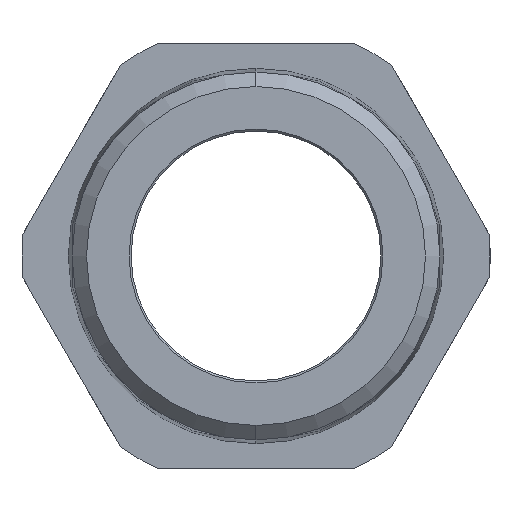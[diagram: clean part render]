
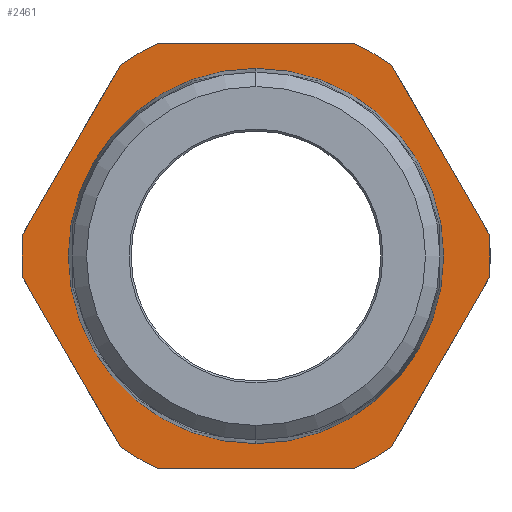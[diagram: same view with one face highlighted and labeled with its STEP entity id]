
A CAD part, left-side view. The second image highlights one B-rep face of the part: STEP entity #2461.
In plain terms, the highlighted planar face has unit normal (-1, 0, 0).
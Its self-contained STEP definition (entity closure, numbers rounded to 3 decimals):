
#1 = VERTEX_POINT ( 'NONE', #253 ) ;
#52 = ORIENTED_EDGE ( 'NONE', *, *, #2918, .T. ) ;
#54 = DIRECTION ( 'NONE',  ( 0., 0., 1. ) ) ;
#70 = CARTESIAN_POINT ( 'NONE',  ( 26.4, 17.515, -24.664 ) ) ;
#101 = CIRCLE ( 'NONE', #2887, 24.25 ) ;
#166 = EDGE_LOOP ( 'NONE', ( #2203, #52, #685, #929, #3135, #880, #2602, #1927, #749, #1662, #1419, #3175 ) ) ;
#183 = CARTESIAN_POINT ( 'NONE',  ( 26.4, 30.117, -2.836 ) ) ;
#197 = ORIENTED_EDGE ( 'NONE', *, *, #3137, .F. ) ;
#245 = CARTESIAN_POINT ( 'NONE',  ( 26.4, -12.602, -27.5 ) ) ;
#253 = CARTESIAN_POINT ( 'NONE',  ( 26.4, -12.602, 27.5 ) ) ;
#258 = DIRECTION ( 'NONE',  ( -1., 0., 0. ) ) ;
#326 = EDGE_CURVE ( 'NONE', #2010, #530, #1027, .T. ) ;
#357 = AXIS2_PLACEMENT_3D ( 'NONE', #2711, #1203, #2971 ) ;
#389 = VERTEX_POINT ( 'NONE', #1693 ) ;
#408 = CIRCLE ( 'NONE', #1573, 30.25 ) ;
#411 = CARTESIAN_POINT ( 'NONE',  ( 26.4, 0., 0. ) ) ;
#444 = LINE ( 'NONE', #2306, #829 ) ;
#469 = VECTOR ( 'NONE', #822, 1000. ) ;
#477 = DIRECTION ( 'NONE',  ( 0., 0.5, -0.866 ) ) ;
#530 = VERTEX_POINT ( 'NONE', #2718 ) ;
#544 = VECTOR ( 'NONE', #1659, 1000. ) ;
#546 = DIRECTION ( 'NONE',  ( -1., 0., 0. ) ) ;
#557 = CARTESIAN_POINT ( 'NONE',  ( 26.4, 0., 0. ) ) ;
#564 = EDGE_CURVE ( 'NONE', #530, #961, #593, .T. ) ;
#593 = CIRCLE ( 'NONE', #1035, 30.25 ) ;
#670 = DIRECTION ( 'NONE',  ( -1., 0., 0. ) ) ;
#685 = ORIENTED_EDGE ( 'NONE', *, *, #1022, .T. ) ;
#691 = CARTESIAN_POINT ( 'NONE',  ( 26.4, 17.515, 24.664 ) ) ;
#713 = EDGE_CURVE ( 'NONE', #1, #1576, #444, .T. ) ;
#749 = ORIENTED_EDGE ( 'NONE', *, *, #2913, .T. ) ;
#764 = VERTEX_POINT ( 'NONE', #1562 ) ;
#822 = DIRECTION ( 'NONE',  ( 0., -0.5, 0.866 ) ) ;
#829 = VECTOR ( 'NONE', #2793, 1000. ) ;
#866 = EDGE_CURVE ( 'NONE', #1939, #764, #2809, .T. ) ;
#869 = VERTEX_POINT ( 'NONE', #1338 ) ;
#880 = ORIENTED_EDGE ( 'NONE', *, *, #3004, .T. ) ;
#897 = EDGE_CURVE ( 'NONE', #2334, #2049, #408, .T. ) ;
#916 = CARTESIAN_POINT ( 'NONE',  ( 26.4, 0., -24.25 ) ) ;
#929 = ORIENTED_EDGE ( 'NONE', *, *, #2445, .T. ) ;
#933 = VECTOR ( 'NONE', #1309, 1000. ) ;
#961 = VERTEX_POINT ( 'NONE', #183 ) ;
#1022 = EDGE_CURVE ( 'NONE', #1775, #389, #1876, .T. ) ;
#1027 = LINE ( 'NONE', #1625, #1794 ) ;
#1030 = DIRECTION ( 'NONE',  ( 0., 0., 1. ) ) ;
#1035 = AXIS2_PLACEMENT_3D ( 'NONE', #3000, #258, #2487 ) ;
#1068 = EDGE_LOOP ( 'NONE', ( #197, #2324 ) ) ;
#1148 = DIRECTION ( 'NONE',  ( 0., 0., 1. ) ) ;
#1157 = DIRECTION ( 'NONE',  ( -1., 0., 0. ) ) ;
#1203 = DIRECTION ( 'NONE',  ( -1., 0., 0. ) ) ;
#1299 = DIRECTION ( 'NONE',  ( -1., 0., 0. ) ) ;
#1301 = CARTESIAN_POINT ( 'NONE',  ( 26.4, 12.602, 27.5 ) ) ;
#1309 = DIRECTION ( 'NONE',  ( 0., -1., 0. ) ) ;
#1317 = CARTESIAN_POINT ( 'NONE',  ( 26.4, -30.117, -2.836 ) ) ;
#1334 = CARTESIAN_POINT ( 'NONE',  ( 26.4, 0., 0. ) ) ;
#1338 = CARTESIAN_POINT ( 'NONE',  ( 26.4, -30.117, -2.836 ) ) ;
#1353 = AXIS2_PLACEMENT_3D ( 'NONE', #2470, #2300, #1030 ) ;
#1419 = ORIENTED_EDGE ( 'NONE', *, *, #2684, .T. ) ;
#1481 = CIRCLE ( 'NONE', #2417, 30.25 ) ;
#1514 = LINE ( 'NONE', #2083, #544 ) ;
#1562 = CARTESIAN_POINT ( 'NONE',  ( 26.4, 0., 24.25 ) ) ;
#1573 = AXIS2_PLACEMENT_3D ( 'NONE', #2660, #670, #2411 ) ;
#1576 = VERTEX_POINT ( 'NONE', #1301 ) ;
#1622 = DIRECTION ( 'NONE',  ( -1., 0., 0. ) ) ;
#1625 = CARTESIAN_POINT ( 'NONE',  ( 26.4, 30.117, 2.836 ) ) ;
#1659 = DIRECTION ( 'NONE',  ( 0., 0.5, 0.866 ) ) ;
#1662 = ORIENTED_EDGE ( 'NONE', *, *, #713, .T. ) ;
#1693 = CARTESIAN_POINT ( 'NONE',  ( 26.4, 12.602, -27.5 ) ) ;
#1700 = LINE ( 'NONE', #1317, #469 ) ;
#1775 = VERTEX_POINT ( 'NONE', #2805 ) ;
#1781 = VECTOR ( 'NONE', #3030, 1000. ) ;
#1794 = VECTOR ( 'NONE', #477, 1000. ) ;
#1876 = CIRCLE ( 'NONE', #357, 30.25 ) ;
#1927 = ORIENTED_EDGE ( 'NONE', *, *, #3145, .T. ) ;
#1939 = VERTEX_POINT ( 'NONE', #916 ) ;
#2010 = VERTEX_POINT ( 'NONE', #691 ) ;
#2025 = LINE ( 'NONE', #70, #1781 ) ;
#2029 = CARTESIAN_POINT ( 'NONE',  ( 26.4, -12.602, -27.5 ) ) ;
#2049 = VERTEX_POINT ( 'NONE', #2985 ) ;
#2057 = VERTEX_POINT ( 'NONE', #2759 ) ;
#2063 = FACE_OUTER_BOUND ( 'NONE', #166, .T. ) ;
#2083 = CARTESIAN_POINT ( 'NONE',  ( 26.4, -17.515, 24.664 ) ) ;
#2121 = DIRECTION ( 'NONE',  ( 0., 0., 1. ) ) ;
#2130 = VERTEX_POINT ( 'NONE', #3008 ) ;
#2179 = FACE_BOUND ( 'NONE', #1068, .T. ) ;
#2185 = AXIS2_PLACEMENT_3D ( 'NONE', #3115, #1622, #2121 ) ;
#2203 = ORIENTED_EDGE ( 'NONE', *, *, #564, .T. ) ;
#2300 = DIRECTION ( 'NONE',  ( -1., 0., 0. ) ) ;
#2305 = LINE ( 'NONE', #2029, #933 ) ;
#2306 = CARTESIAN_POINT ( 'NONE',  ( 26.4, 12.602, 27.5 ) ) ;
#2324 = ORIENTED_EDGE ( 'NONE', *, *, #866, .F. ) ;
#2334 = VERTEX_POINT ( 'NONE', #245 ) ;
#2411 = DIRECTION ( 'NONE',  ( 0., 0., 1. ) ) ;
#2417 = AXIS2_PLACEMENT_3D ( 'NONE', #411, #2638, #1148 ) ;
#2421 = EDGE_CURVE ( 'NONE', #869, #2130, #3001, .T. ) ;
#2445 = EDGE_CURVE ( 'NONE', #389, #2334, #2305, .T. ) ;
#2461 = ADVANCED_FACE ( 'NONE', ( #2179, #2063 ), #2782, .T. ) ;
#2470 = CARTESIAN_POINT ( 'NONE',  ( 26.4, 0., 0. ) ) ;
#2487 = DIRECTION ( 'NONE',  ( 0., 0., 1. ) ) ;
#2511 = AXIS2_PLACEMENT_3D ( 'NONE', #2792, #1299, #3041 ) ;
#2602 = ORIENTED_EDGE ( 'NONE', *, *, #2421, .T. ) ;
#2638 = DIRECTION ( 'NONE',  ( -1., 0., 0. ) ) ;
#2660 = CARTESIAN_POINT ( 'NONE',  ( 26.4, 0., 0. ) ) ;
#2684 = EDGE_CURVE ( 'NONE', #1576, #2010, #1481, .T. ) ;
#2711 = CARTESIAN_POINT ( 'NONE',  ( 26.4, 0., 0. ) ) ;
#2718 = CARTESIAN_POINT ( 'NONE',  ( 26.4, 30.117, 2.836 ) ) ;
#2759 = CARTESIAN_POINT ( 'NONE',  ( 26.4, -17.515, 24.664 ) ) ;
#2782 = PLANE ( 'NONE',  #2511 ) ;
#2792 = CARTESIAN_POINT ( 'NONE',  ( 26.4, 24.25, 0. ) ) ;
#2793 = DIRECTION ( 'NONE',  ( 0., 1., 0. ) ) ;
#2805 = CARTESIAN_POINT ( 'NONE',  ( 26.4, 17.515, -24.664 ) ) ;
#2809 = CIRCLE ( 'NONE', #2185, 24.25 ) ;
#2887 = AXIS2_PLACEMENT_3D ( 'NONE', #1334, #1157, #3149 ) ;
#2913 = EDGE_CURVE ( 'NONE', #2057, #1, #3190, .T. ) ;
#2918 = EDGE_CURVE ( 'NONE', #961, #1775, #2025, .T. ) ;
#2971 = DIRECTION ( 'NONE',  ( 0., 0., 1. ) ) ;
#2985 = CARTESIAN_POINT ( 'NONE',  ( 26.4, -17.515, -24.664 ) ) ;
#3000 = CARTESIAN_POINT ( 'NONE',  ( 26.4, 0., 0. ) ) ;
#3001 = CIRCLE ( 'NONE', #3015, 30.25 ) ;
#3004 = EDGE_CURVE ( 'NONE', #2049, #869, #1700, .T. ) ;
#3008 = CARTESIAN_POINT ( 'NONE',  ( 26.4, -30.117, 2.836 ) ) ;
#3015 = AXIS2_PLACEMENT_3D ( 'NONE', #557, #546, #54 ) ;
#3030 = DIRECTION ( 'NONE',  ( 0., -0.5, -0.866 ) ) ;
#3041 = DIRECTION ( 'NONE',  ( 0., 0., 1. ) ) ;
#3115 = CARTESIAN_POINT ( 'NONE',  ( 26.4, 0., 0. ) ) ;
#3135 = ORIENTED_EDGE ( 'NONE', *, *, #897, .T. ) ;
#3137 = EDGE_CURVE ( 'NONE', #764, #1939, #101, .T. ) ;
#3145 = EDGE_CURVE ( 'NONE', #2130, #2057, #1514, .T. ) ;
#3149 = DIRECTION ( 'NONE',  ( 0., 0., 1. ) ) ;
#3175 = ORIENTED_EDGE ( 'NONE', *, *, #326, .T. ) ;
#3190 = CIRCLE ( 'NONE', #1353, 30.25 ) ;
